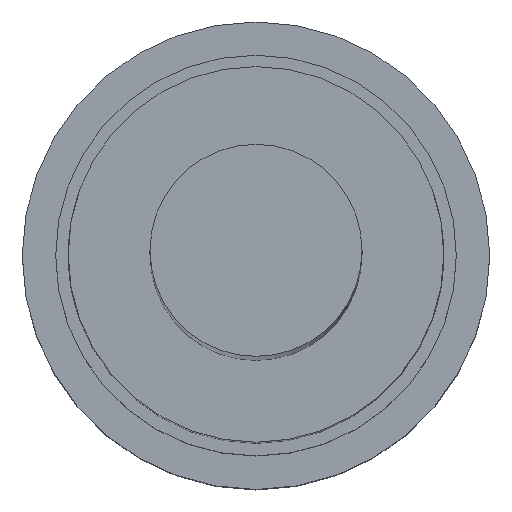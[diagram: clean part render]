
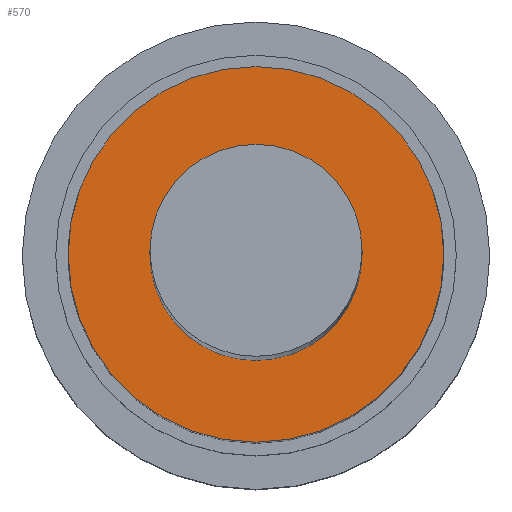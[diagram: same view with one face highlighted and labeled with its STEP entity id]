
A CAD part, top view. The second image highlights one B-rep face of the part: STEP entity #570.
In plain terms, the highlighted planar face has unit normal (0, 0, 1).
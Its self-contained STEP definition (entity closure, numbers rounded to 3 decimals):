
#16 = CARTESIAN_POINT ( 'NONE',  ( 0., 0., -140. ) ) ;
#58 = DIRECTION ( 'NONE',  ( 0., 0., 1. ) ) ;
#63 = EDGE_CURVE ( 'NONE', #639, #481, #130, .T. ) ;
#68 = CIRCLE ( 'NONE', #724, 6.35 ) ;
#74 = EDGE_CURVE ( 'NONE', #107, #501, #679, .T. ) ;
#75 = DIRECTION ( 'NONE',  ( 0., 0., -1. ) ) ;
#95 = ORIENTED_EDGE ( 'NONE', *, *, #74, .F. ) ;
#107 = VERTEX_POINT ( 'NONE', #697 ) ;
#127 = AXIS2_PLACEMENT_3D ( 'NONE', #579, #184, #527 ) ;
#130 = CIRCLE ( 'NONE', #205, 11.25 ) ;
#134 = DIRECTION ( 'NONE',  ( 1., 0., 0. ) ) ;
#141 = PLANE ( 'NONE',  #642 ) ;
#145 = ORIENTED_EDGE ( 'NONE', *, *, #63, .T. ) ;
#181 = EDGE_CURVE ( 'NONE', #481, #639, #290, .T. ) ;
#184 = DIRECTION ( 'NONE',  ( 0., 0., 1. ) ) ;
#186 = DIRECTION ( 'NONE',  ( 1., 0., 0. ) ) ;
#189 = FACE_OUTER_BOUND ( 'NONE', #632, .T. ) ;
#205 = AXIS2_PLACEMENT_3D ( 'NONE', #246, #581, #186 ) ;
#246 = CARTESIAN_POINT ( 'NONE',  ( 0., 0., -140. ) ) ;
#252 = DIRECTION ( 'NONE',  ( -1., 0., 0. ) ) ;
#290 = CIRCLE ( 'NONE', #737, 11.25 ) ;
#367 = ORIENTED_EDGE ( 'NONE', *, *, #181, .T. ) ;
#381 = CARTESIAN_POINT ( 'NONE',  ( -6.35, 0., -140. ) ) ;
#413 = DIRECTION ( 'NONE',  ( 1., 0., 0. ) ) ;
#469 = CARTESIAN_POINT ( 'NONE',  ( 0., 0., -140. ) ) ;
#470 = FACE_BOUND ( 'NONE', #691, .T. ) ;
#481 = VERTEX_POINT ( 'NONE', #655 ) ;
#488 = DIRECTION ( 'NONE',  ( 0., 0., 1. ) ) ;
#501 = VERTEX_POINT ( 'NONE', #381 ) ;
#527 = DIRECTION ( 'NONE',  ( 1., 0., 0. ) ) ;
#570 = ADVANCED_FACE ( 'NONE', ( #470, #189 ), #141, .F. ) ;
#579 = CARTESIAN_POINT ( 'NONE',  ( 0., 0., -140. ) ) ;
#581 = DIRECTION ( 'NONE',  ( 0., 0., 1. ) ) ;
#602 = ORIENTED_EDGE ( 'NONE', *, *, #612, .F. ) ;
#608 = CARTESIAN_POINT ( 'NONE',  ( 0., 6.35, -140. ) ) ;
#612 = EDGE_CURVE ( 'NONE', #501, #107, #68, .T. ) ;
#632 = EDGE_LOOP ( 'NONE', ( #145, #367 ) ) ;
#639 = VERTEX_POINT ( 'NONE', #658 ) ;
#642 = AXIS2_PLACEMENT_3D ( 'NONE', #608, #75, #252 ) ;
#655 = CARTESIAN_POINT ( 'NONE',  ( -11.25, 0., -140. ) ) ;
#658 = CARTESIAN_POINT ( 'NONE',  ( 11.25, 0., -140. ) ) ;
#679 = CIRCLE ( 'NONE', #127, 6.35 ) ;
#691 = EDGE_LOOP ( 'NONE', ( #95, #602 ) ) ;
#697 = CARTESIAN_POINT ( 'NONE',  ( 6.35, 0., -140. ) ) ;
#724 = AXIS2_PLACEMENT_3D ( 'NONE', #16, #488, #134 ) ;
#737 = AXIS2_PLACEMENT_3D ( 'NONE', #469, #58, #413 ) ;
